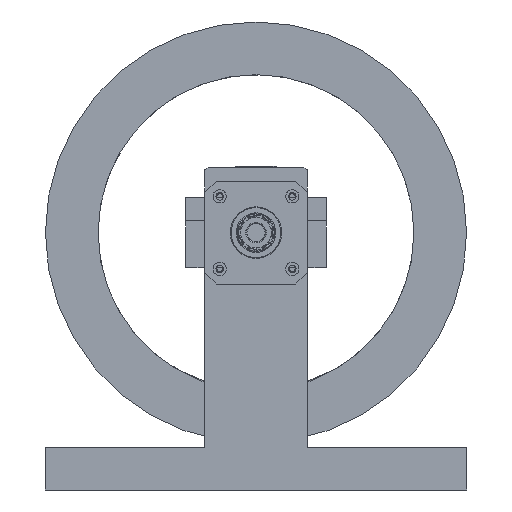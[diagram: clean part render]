
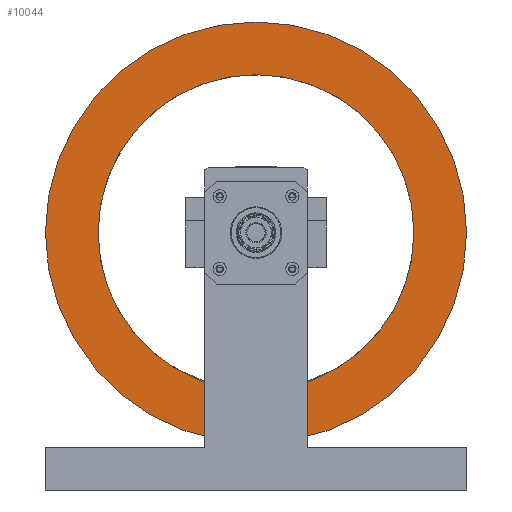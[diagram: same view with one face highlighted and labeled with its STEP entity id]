
A CAD part, left-side view. The second image highlights one B-rep face of the part: STEP entity #10044.
In plain terms, the highlighted planar face has unit normal (-1, 0, 0).
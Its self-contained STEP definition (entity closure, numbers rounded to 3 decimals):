
#354=FACE_BOUND('',#1483,.T.);
#548=PLANE('',#10781);
#880=FACE_OUTER_BOUND('',#1482,.T.);
#1482=EDGE_LOOP('',(#6948));
#1483=EDGE_LOOP('',(#6949));
#4011=CIRCLE('',#10774,67.5);
#4015=CIRCLE('',#10780,90.);
#4462=VERTEX_POINT('',#14807);
#4465=VERTEX_POINT('',#14817);
#5464=EDGE_CURVE('',#4462,#4462,#4011,.T.);
#5468=EDGE_CURVE('',#4465,#4465,#4015,.T.);
#6948=ORIENTED_EDGE('',*,*,#5468,.T.);
#6949=ORIENTED_EDGE('',*,*,#5464,.T.);
#10044=ADVANCED_FACE('',(#880,#354),#548,.T.);
#10774=AXIS2_PLACEMENT_3D('',#14809,#11849,#11850);
#10780=AXIS2_PLACEMENT_3D('',#14818,#11861,#11862);
#10781=AXIS2_PLACEMENT_3D('',#14820,#11864,#11865);
#11849=DIRECTION('center_axis',(1.,0.,0.));
#11850=DIRECTION('ref_axis',(0.,1.,0.));
#11861=DIRECTION('center_axis',(-1.,0.,0.));
#11862=DIRECTION('ref_axis',(0.,-1.,0.));
#11864=DIRECTION('center_axis',(-1.,0.,0.));
#11865=DIRECTION('ref_axis',(0.,-1.,0.));
#14807=CARTESIAN_POINT('',(-17.7,-47.5,100.));
#14809=CARTESIAN_POINT('Origin',(-17.7,20.,100.));
#14817=CARTESIAN_POINT('',(-17.7,110.,100.));
#14818=CARTESIAN_POINT('Origin',(-17.7,20.,100.));
#14820=CARTESIAN_POINT('Origin',(-17.7,20.,100.));
